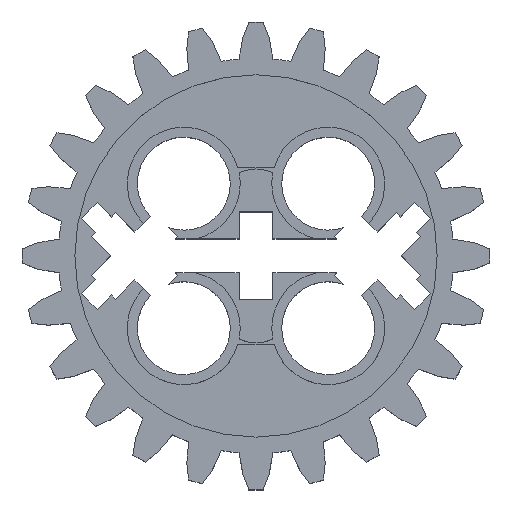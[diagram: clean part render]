
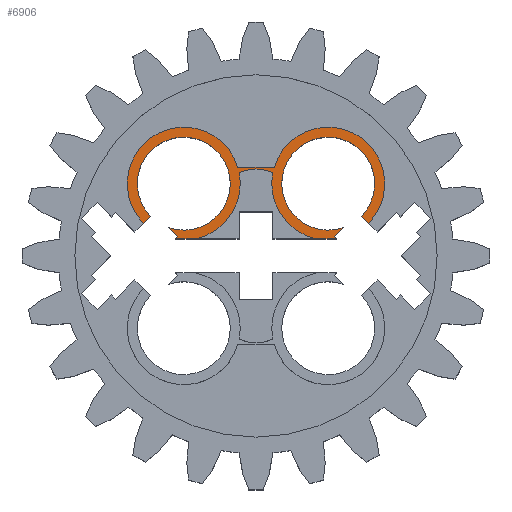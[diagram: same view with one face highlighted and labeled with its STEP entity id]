
A CAD part, top view. The second image highlights one B-rep face of the part: STEP entity #6906.
In plain terms, the highlighted planar face has unit normal (0, 0, 1).
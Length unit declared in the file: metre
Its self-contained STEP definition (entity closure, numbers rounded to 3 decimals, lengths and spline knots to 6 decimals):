
#2319=DIRECTION('',(-1.,0.,0.));
#2320=VECTOR('',#2319,0.001052);
#2321=CARTESIAN_POINT('',(-0.00328,0.000914,0.00316));
#2322=LINE('',#2321,#2320);
#2323=DIRECTION('',(0.707,0.707,0.));
#2324=VECTOR('',#2323,0.000168);
#2325=CARTESIAN_POINT('',(-0.004332,0.000914,0.00316));
#2326=LINE('',#2325,#2324);
#2327=DIRECTION('',(-0.707,0.707,0.));
#2328=VECTOR('',#2327,0.000693);
#2329=CARTESIAN_POINT('',(-0.004214,0.001032,0.00316));
#2330=LINE('',#2329,#2328);
#2331=CARTESIAN_POINT('',(-0.0039,0.0039,0.00316));
#2332=DIRECTION('',(0.,0.,1.));
#2333=DIRECTION('',(-0.32,-0.947,0.));
#2334=AXIS2_PLACEMENT_3D('',#2331,#2332,#2333);
#2336=DIRECTION('',(-0.707,-0.707,0.));
#2337=VECTOR('',#2336,0.00054);
#2338=CARTESIAN_POINT('',(-0.005691,0.002143,0.00316));
#2339=LINE('',#2338,#2337);
#2340=CARTESIAN_POINT('',(-0.0039,0.0039,0.00316));
#2341=DIRECTION('',(0.,0.,1.));
#2342=DIRECTION('',(0.956,0.292,0.));
#2343=AXIS2_PLACEMENT_3D('',#2340,#2341,#2342);
#2345=DIRECTION('',(-0.707,0.707,0.));
#2346=VECTOR('',#2345,0.00054);
#2347=CARTESIAN_POINT('',(0.006074,0.00176,0.00316));
#2348=LINE('',#2347,#2346);
#2349=CARTESIAN_POINT('',(0.0039,0.0039,0.00316));
#2350=DIRECTION('',(0.,0.,1.));
#2351=DIRECTION('',(0.714,-0.7,0.));
#2352=AXIS2_PLACEMENT_3D('',#2349,#2350,#2351);
#2354=DIRECTION('',(-0.707,-0.707,0.));
#2355=VECTOR('',#2354,0.000693);
#2356=CARTESIAN_POINT('',(0.004704,0.001523,0.00316));
#2357=LINE('',#2356,#2355);
#2358=DIRECTION('',(0.707,-0.707,0.));
#2359=VECTOR('',#2358,0.000168);
#2360=CARTESIAN_POINT('',(0.004214,0.001032,0.00316));
#2361=LINE('',#2360,#2359);
#2362=DIRECTION('',(-1.,0.,0.));
#2363=VECTOR('',#2362,0.001052);
#2364=CARTESIAN_POINT('',(0.004332,0.000914,0.00316));
#2365=LINE('',#2364,#2363);
#2366=CARTESIAN_POINT('',(0.0039,0.0039,0.00316));
#2367=DIRECTION('',(0.,0.,1.));
#2368=DIRECTION('',(-0.981,0.193,0.));
#2369=AXIS2_PLACEMENT_3D('',#2366,#2367,#2368);
#2371=DIRECTION('',(0.94,-0.342,0.));
#2372=VECTOR('',#2371,0.000238);
#2373=CARTESIAN_POINT('',(0.000684,0.004569,0.00316));
#2374=LINE('',#2373,#2372);
#2375=CARTESIAN_POINT('',(0.,0.00269,0.00316));
#2376=DIRECTION('',(0.,0.,-1.));
#2377=DIRECTION('',(-0.342,0.94,0.));
#2378=AXIS2_PLACEMENT_3D('',#2375,#2376,#2377);
#2380=DIRECTION('',(0.94,0.342,0.));
#2381=VECTOR('',#2380,0.000238);
#2382=CARTESIAN_POINT('',(-0.000907,0.004488,0.00316));
#2383=LINE('',#2382,#2381);
#2384=CARTESIAN_POINT('',(-0.0039,0.0039,0.00316));
#2385=DIRECTION('',(0.,0.,1.));
#2386=DIRECTION('',(0.203,-0.979,0.));
#2387=AXIS2_PLACEMENT_3D('',#2384,#2385,#2386);
#2471=DIRECTION('',(-1.,0.,0.));
#2472=VECTOR('',#2471,0.001965);
#2473=CARTESIAN_POINT('',(0.000983,0.00479,0.00316));
#2474=LINE('',#2473,#2472);
#2492=CARTESIAN_POINT('',(0.0039,0.0039,0.00316));
#2493=DIRECTION('',(0.,0.,1.));
#2494=DIRECTION('',(0.713,-0.702,0.));
#2495=AXIS2_PLACEMENT_3D('',#2492,#2493,#2494);
#3049=CARTESIAN_POINT('',(-0.000907,0.004488,0.00316));
#3050=CARTESIAN_POINT('',(-0.000684,0.004569,0.00316));
#3051=VERTEX_POINT('',#3049);
#3052=VERTEX_POINT('',#3050);
#3053=CARTESIAN_POINT('',(0.000684,0.004569,0.00316));
#3054=VERTEX_POINT('',#3053);
#3055=CARTESIAN_POINT('',(0.000907,0.004488,0.00316));
#3056=VERTEX_POINT('',#3055);
#3085=CARTESIAN_POINT('',(0.000983,0.00479,0.00316));
#3086=CARTESIAN_POINT('',(-0.000983,0.00479,0.00316));
#3087=VERTEX_POINT('',#3085);
#3088=VERTEX_POINT('',#3086);
#3319=CARTESIAN_POINT('',(0.006074,0.00176,0.00316));
#3320=VERTEX_POINT('',#3319);
#3323=CARTESIAN_POINT('',(-0.006074,0.00176,0.00316));
#3324=VERTEX_POINT('',#3323);
#3329=CARTESIAN_POINT('',(-0.00328,0.000914,0.00316));
#3330=CARTESIAN_POINT('',(-0.004332,0.000914,0.00316));
#3331=VERTEX_POINT('',#3329);
#3332=VERTEX_POINT('',#3330);
#3333=CARTESIAN_POINT('',(-0.004214,0.001032,0.00316));
#3334=VERTEX_POINT('',#3333);
#3335=CARTESIAN_POINT('',(-0.004704,0.001523,0.00316));
#3336=VERTEX_POINT('',#3335);
#3337=CARTESIAN_POINT('',(-0.005691,0.002143,0.00316));
#3338=VERTEX_POINT('',#3337);
#3359=CARTESIAN_POINT('',(0.005691,0.002143,0.00316));
#3360=VERTEX_POINT('',#3359);
#3361=CARTESIAN_POINT('',(0.004704,0.001523,0.00316));
#3362=VERTEX_POINT('',#3361);
#3363=CARTESIAN_POINT('',(0.004214,0.001032,0.00316));
#3364=VERTEX_POINT('',#3363);
#3365=CARTESIAN_POINT('',(0.004332,0.000914,0.00316));
#3366=VERTEX_POINT('',#3365);
#3367=CARTESIAN_POINT('',(0.00328,0.000914,0.00316));
#3368=VERTEX_POINT('',#3367);
#6867=CARTESIAN_POINT('',(0.,0.,0.00316));
#6868=DIRECTION('',(0.,0.,1.));
#6869=DIRECTION('',(1.,0.,0.));
#6870=AXIS2_PLACEMENT_3D('',#6867,#6868,#6869);
#6871=PLANE('',#6870);
#6872=ORIENTED_EDGE('',*,*,#6719,.T.);
#6874=ORIENTED_EDGE('',*,*,#6873,.T.);
#6876=ORIENTED_EDGE('',*,*,#6875,.T.);
#6878=ORIENTED_EDGE('',*,*,#6877,.T.);
#6879=ORIENTED_EDGE('',*,*,#6577,.T.);
#6880=ORIENTED_EDGE('',*,*,#6616,.F.);
#6882=ORIENTED_EDGE('',*,*,#6881,.F.);
#6884=ORIENTED_EDGE('',*,*,#6883,.F.);
#6886=ORIENTED_EDGE('',*,*,#6885,.T.);
#6888=ORIENTED_EDGE('',*,*,#6887,.T.);
#6890=ORIENTED_EDGE('',*,*,#6889,.T.);
#6892=ORIENTED_EDGE('',*,*,#6891,.T.);
#6894=ORIENTED_EDGE('',*,*,#6893,.T.);
#6896=ORIENTED_EDGE('',*,*,#6895,.F.);
#6898=ORIENTED_EDGE('',*,*,#6897,.F.);
#6900=ORIENTED_EDGE('',*,*,#6899,.F.);
#6902=ORIENTED_EDGE('',*,*,#6901,.F.);
#6903=ORIENTED_EDGE('',*,*,#6859,.F.);
#6904=EDGE_LOOP('',(#6872,#6874,#6876,#6878,#6879,#6880,#6882,#6884,#6886,#6888,
#6890,#6892,#6894,#6896,#6898,#6900,#6902,#6903));
#6905=FACE_OUTER_BOUND('',#6904,.F.);
#6906=ADVANCED_FACE('',(#6905),#6871,.T.);
#2335=CIRCLE('',#2334,0.00251);
#2344=CIRCLE('',#2343,0.00305);
#2353=CIRCLE('',#2352,0.00251);
#2370=CIRCLE('',#2369,0.00305);
#2379=CIRCLE('',#2378,0.002);
#2388=CIRCLE('',#2387,0.00305);
#2496=CIRCLE('',#2495,0.00305);
#6577=EDGE_CURVE('',#3338,#3324,#2339,.T.);
#6616=EDGE_CURVE('',#3088,#3324,#2344,.T.);
#6719=EDGE_CURVE('',#3331,#3332,#2322,.T.);
#6859=EDGE_CURVE('',#3331,#3051,#2388,.T.);
#6873=EDGE_CURVE('',#3332,#3334,#2326,.T.);
#6875=EDGE_CURVE('',#3334,#3336,#2330,.T.);
#6877=EDGE_CURVE('',#3336,#3338,#2335,.T.);
#6881=EDGE_CURVE('',#3087,#3088,#2474,.T.);
#6883=EDGE_CURVE('',#3320,#3087,#2496,.T.);
#6885=EDGE_CURVE('',#3320,#3360,#2348,.T.);
#6887=EDGE_CURVE('',#3360,#3362,#2353,.T.);
#6889=EDGE_CURVE('',#3362,#3364,#2357,.T.);
#6891=EDGE_CURVE('',#3364,#3366,#2361,.T.);
#6893=EDGE_CURVE('',#3366,#3368,#2365,.T.);
#6895=EDGE_CURVE('',#3056,#3368,#2370,.T.);
#6897=EDGE_CURVE('',#3054,#3056,#2374,.T.);
#6899=EDGE_CURVE('',#3052,#3054,#2379,.T.);
#6901=EDGE_CURVE('',#3051,#3052,#2383,.T.);
